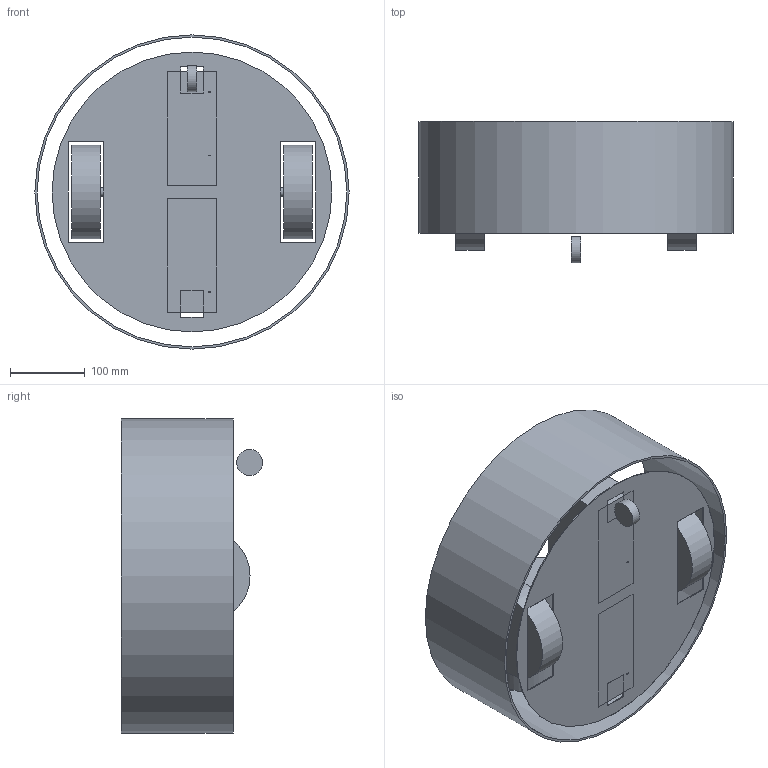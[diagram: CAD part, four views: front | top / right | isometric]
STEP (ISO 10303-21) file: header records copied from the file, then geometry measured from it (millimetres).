
FILE_DESCRIPTION(/* description */ (''),/* implementation_level */ '2;1');
FILE_NAME(/* name */ 'BBR_Garnek_GeneralView v19.step',/* time_stamp */ '2018-05-28T12:46:05+02:00',/* author */ ('raducki'),/* organization */ (''),/* preprocessor_version */ 'ST-DEVELOPER v17',/* originating_system */ 'Autodesk Translation Framework v7.1.0.215',/* authorisation */ '');
FILE_SCHEMA (('AUTOMOTIVE_DESIGN { 1 0 10303 214 3 1 1 }'));
Length unit declared in the file: millimetre
Products named in the file (1): BBR_Garnek_GeneralView
Bounding box: 421 x 189.5 x 421 mm (x, y, z)
Volume: 5338754.8 mm3; surface area: 925296.6 mm2
Topology: 11 solids, 11 shells, 78 faces, 164 edges, 108 vertices
Faces by surface type: plane 54, cylinder 24
Full cylindrical faces by diameter (mm): 1 x6, 6.2 x2, 12 x2, 35 x1, 80 x4, 125 x2, 375 x1, 415 x1, 421 x1
Entity records: 2185 total; most frequent: DIRECTION 378, CARTESIAN_POINT 351, ORIENTED_EDGE 328, EDGE_CURVE 164, AXIS2_PLACEMENT_3D 135, LINE 108, VECTOR 108, VERTEX_POINT 108
